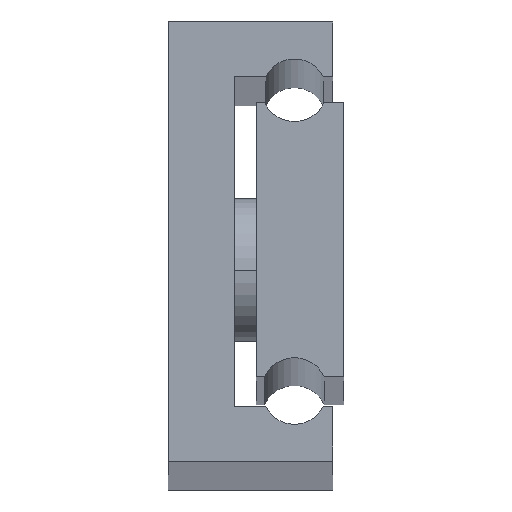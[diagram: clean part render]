
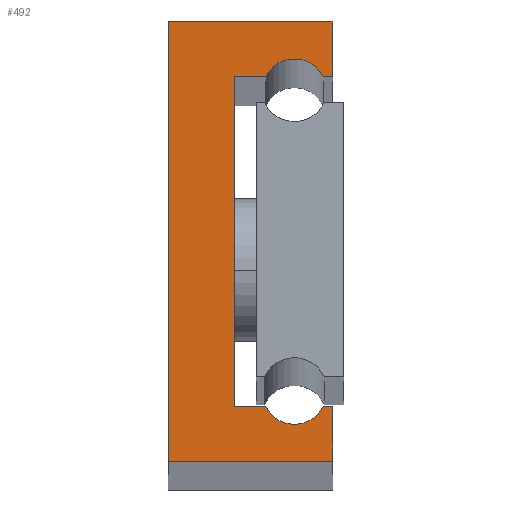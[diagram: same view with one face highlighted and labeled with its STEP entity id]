
A CAD part, top view. The second image highlights one B-rep face of the part: STEP entity #492.
In plain terms, the highlighted planar face has unit normal (0, 0, 1).
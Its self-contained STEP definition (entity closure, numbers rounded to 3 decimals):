
#2 = EDGE_LOOP ( 'NONE', ( #1272, #1203, #284, #736, #1792, #1800, #756, #984, #1827, #1996, #1237, #1076 ) ) ;
#14 = EDGE_CURVE ( 'NONE', #618, #1306, #215, .T. ) ;
#45 = CARTESIAN_POINT ( 'NONE',  ( 15., 35., 750. ) ) ;
#67 = VERTEX_POINT ( 'NONE', #1887 ) ;
#69 = EDGE_CURVE ( 'NONE', #196, #793, #389, .T. ) ;
#93 = AXIS2_PLACEMENT_3D ( 'NONE', #1707, #1206, #1373 ) ;
#113 = VERTEX_POINT ( 'NONE', #2122 ) ;
#130 = VECTOR ( 'NONE', #1429, 1000. ) ;
#196 = VERTEX_POINT ( 'NONE', #1601 ) ;
#200 = CARTESIAN_POINT ( 'NONE',  ( 15., 40., 750. ) ) ;
#210 = EDGE_CURVE ( 'NONE', #354, #1545, #1425, .T. ) ;
#215 = LINE ( 'NONE', #1031, #227 ) ;
#220 = CARTESIAN_POINT ( 'NONE',  ( 0., 40., 750. ) ) ;
#227 = VECTOR ( 'NONE', #1550, 1000. ) ;
#260 = LINE ( 'NONE', #1594, #660 ) ;
#284 = ORIENTED_EDGE ( 'NONE', *, *, #14, .T. ) ;
#301 = VECTOR ( 'NONE', #1518, 1000. ) ;
#322 = DIRECTION ( 'NONE',  ( 1., 0., 0. ) ) ;
#354 = VERTEX_POINT ( 'NONE', #1643 ) ;
#389 = LINE ( 'NONE', #45, #1730 ) ;
#418 = CARTESIAN_POINT ( 'NONE',  ( 8.895, 35., 750. ) ) ;
#492 = ADVANCED_FACE ( 'NONE', ( #1029 ), #1860, .F. ) ;
#493 = EDGE_CURVE ( 'NONE', #1918, #640, #2059, .T. ) ;
#542 = VECTOR ( 'NONE', #1126, 1000. ) ;
#570 = CARTESIAN_POINT ( 'NONE',  ( 6., 5., 750. ) ) ;
#601 = EDGE_CURVE ( 'NONE', #1083, #196, #2153, .T. ) ;
#607 = CARTESIAN_POINT ( 'NONE',  ( 15., 0., 750. ) ) ;
#618 = VERTEX_POINT ( 'NONE', #607 ) ;
#640 = VERTEX_POINT ( 'NONE', #1750 ) ;
#660 = VECTOR ( 'NONE', #1607, 1000. ) ;
#673 = EDGE_CURVE ( 'NONE', #67, #618, #260, .T. ) ;
#736 = ORIENTED_EDGE ( 'NONE', *, *, #1596, .T. ) ;
#756 = ORIENTED_EDGE ( 'NONE', *, *, #493, .T. ) ;
#776 = DIRECTION ( 'NONE',  ( 0., 0., -1. ) ) ;
#793 = VERTEX_POINT ( 'NONE', #849 ) ;
#849 = CARTESIAN_POINT ( 'NONE',  ( 15., 35., 750. ) ) ;
#874 = DIRECTION ( 'NONE',  ( 0., 1., 0. ) ) ;
#892 = EDGE_CURVE ( 'NONE', #113, #2159, #1284, .T. ) ;
#914 = DIRECTION ( 'NONE',  ( -1., 0., 0. ) ) ;
#926 = CARTESIAN_POINT ( 'NONE',  ( 8.895, 5., 750. ) ) ;
#938 = VECTOR ( 'NONE', #322, 1000. ) ;
#945 = CARTESIAN_POINT ( 'NONE',  ( 0., 0., 750. ) ) ;
#966 = CARTESIAN_POINT ( 'NONE',  ( 0., 40., 750. ) ) ;
#984 = ORIENTED_EDGE ( 'NONE', *, *, #1787, .T. ) ;
#1029 = FACE_OUTER_BOUND ( 'NONE', #2, .T. ) ;
#1031 = CARTESIAN_POINT ( 'NONE',  ( 15., 0., 750. ) ) ;
#1049 = EDGE_CURVE ( 'NONE', #1545, #67, #1590, .T. ) ;
#1059 = DIRECTION ( 'NONE',  ( 0., 0., -1. ) ) ;
#1062 = DIRECTION ( 'NONE',  ( 0., 1., 0. ) ) ;
#1076 = ORIENTED_EDGE ( 'NONE', *, *, #210, .T. ) ;
#1083 = VERTEX_POINT ( 'NONE', #418 ) ;
#1126 = DIRECTION ( 'NONE',  ( -1., 0., 0. ) ) ;
#1203 = ORIENTED_EDGE ( 'NONE', *, *, #673, .T. ) ;
#1206 = DIRECTION ( 'NONE',  ( 0., 0., -1. ) ) ;
#1237 = ORIENTED_EDGE ( 'NONE', *, *, #1622, .T. ) ;
#1262 = CARTESIAN_POINT ( 'NONE',  ( 11.5, 33.75, 750. ) ) ;
#1272 = ORIENTED_EDGE ( 'NONE', *, *, #1049, .T. ) ;
#1284 = CIRCLE ( 'NONE', #2014, 2.89 ) ;
#1306 = VERTEX_POINT ( 'NONE', #1460 ) ;
#1316 = VECTOR ( 'NONE', #1062, 1000. ) ;
#1373 = DIRECTION ( 'NONE',  ( -1., 0., 0. ) ) ;
#1375 = LINE ( 'NONE', #1861, #301 ) ;
#1392 = CARTESIAN_POINT ( 'NONE',  ( 6., 5., 750. ) ) ;
#1419 = DIRECTION ( 'NONE',  ( -1., 0., 0. ) ) ;
#1425 = LINE ( 'NONE', #966, #542 ) ;
#1429 = DIRECTION ( 'NONE',  ( 0., -1., 0. ) ) ;
#1460 = CARTESIAN_POINT ( 'NONE',  ( 15., 5., 750. ) ) ;
#1482 = LINE ( 'NONE', #2158, #938 ) ;
#1518 = DIRECTION ( 'NONE',  ( -1., 0., 0. ) ) ;
#1522 = VECTOR ( 'NONE', #914, 1000. ) ;
#1528 = DIRECTION ( 'NONE',  ( 1., 0., 0. ) ) ;
#1545 = VERTEX_POINT ( 'NONE', #220 ) ;
#1550 = DIRECTION ( 'NONE',  ( 0., 1., 0. ) ) ;
#1590 = LINE ( 'NONE', #945, #130 ) ;
#1594 = CARTESIAN_POINT ( 'NONE',  ( 0., 0., 750. ) ) ;
#1596 = EDGE_CURVE ( 'NONE', #1306, #113, #1375, .T. ) ;
#1601 = CARTESIAN_POINT ( 'NONE',  ( 14.105, 35., 750. ) ) ;
#1607 = DIRECTION ( 'NONE',  ( 1., 0., 0. ) ) ;
#1622 = EDGE_CURVE ( 'NONE', #793, #354, #1694, .T. ) ;
#1643 = CARTESIAN_POINT ( 'NONE',  ( 15., 40., 750. ) ) ;
#1675 = CARTESIAN_POINT ( 'NONE',  ( 8.895, 5., 750. ) ) ;
#1691 = CARTESIAN_POINT ( 'NONE',  ( 11.5, 6.25, 750. ) ) ;
#1694 = LINE ( 'NONE', #200, #1697 ) ;
#1697 = VECTOR ( 'NONE', #874, 1000. ) ;
#1707 = CARTESIAN_POINT ( 'NONE',  ( 11.5, 33.75, 750. ) ) ;
#1730 = VECTOR ( 'NONE', #2061, 1000. ) ;
#1741 = LINE ( 'NONE', #926, #1522 ) ;
#1750 = CARTESIAN_POINT ( 'NONE',  ( 6., 35., 750. ) ) ;
#1757 = EDGE_CURVE ( 'NONE', #2159, #1918, #1741, .T. ) ;
#1787 = EDGE_CURVE ( 'NONE', #640, #1083, #1482, .T. ) ;
#1792 = ORIENTED_EDGE ( 'NONE', *, *, #892, .T. ) ;
#1800 = ORIENTED_EDGE ( 'NONE', *, *, #1757, .T. ) ;
#1827 = ORIENTED_EDGE ( 'NONE', *, *, #601, .T. ) ;
#1860 = PLANE ( 'NONE',  #93 ) ;
#1861 = CARTESIAN_POINT ( 'NONE',  ( 15., 5., 750. ) ) ;
#1887 = CARTESIAN_POINT ( 'NONE',  ( 0., 0., 750. ) ) ;
#1902 = AXIS2_PLACEMENT_3D ( 'NONE', #1262, #776, #1419 ) ;
#1918 = VERTEX_POINT ( 'NONE', #1392 ) ;
#1996 = ORIENTED_EDGE ( 'NONE', *, *, #69, .T. ) ;
#2014 = AXIS2_PLACEMENT_3D ( 'NONE', #1691, #1059, #1528 ) ;
#2059 = LINE ( 'NONE', #570, #1316 ) ;
#2061 = DIRECTION ( 'NONE',  ( 1., 0., 0. ) ) ;
#2122 = CARTESIAN_POINT ( 'NONE',  ( 14.105, 5., 750. ) ) ;
#2153 = CIRCLE ( 'NONE', #1902, 2.89 ) ;
#2158 = CARTESIAN_POINT ( 'NONE',  ( 8.895, 35., 750. ) ) ;
#2159 = VERTEX_POINT ( 'NONE', #1675 ) ;
